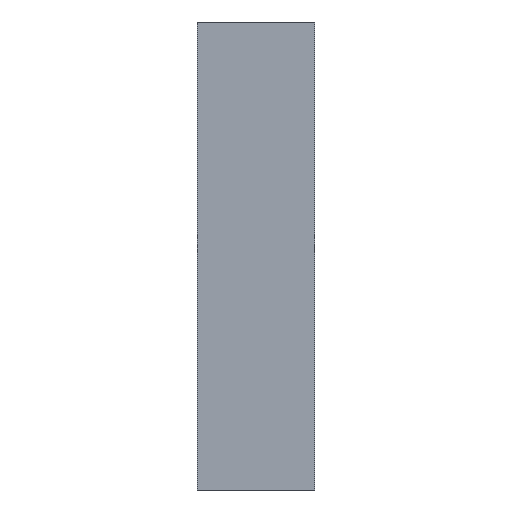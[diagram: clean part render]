
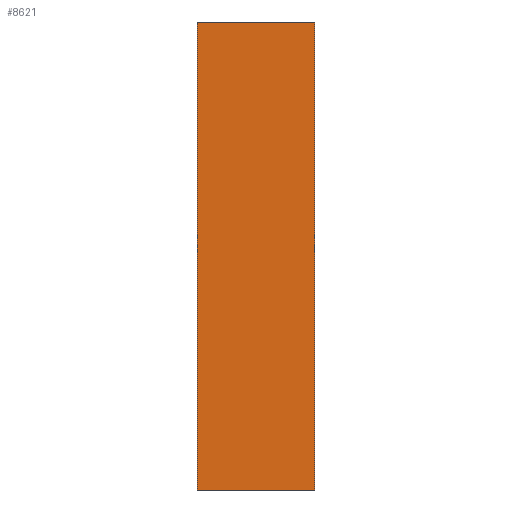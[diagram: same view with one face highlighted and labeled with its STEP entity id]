
A CAD part, left-side view. The second image highlights one B-rep face of the part: STEP entity #8621.
In plain terms, the highlighted planar face has unit normal (-1, 0, 0).
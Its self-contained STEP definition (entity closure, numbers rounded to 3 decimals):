
#112 = DIRECTION ( 'NONE',  ( 0., 1., 0. ) ) ;
#368 = ORIENTED_EDGE ( 'NONE', *, *, #2260, .T. ) ;
#596 = CARTESIAN_POINT ( 'NONE',  ( -6., 3., -6. ) ) ;
#653 = VECTOR ( 'NONE', #990, 1000. ) ;
#766 = LINE ( 'NONE', #4749, #3263 ) ;
#780 = EDGE_CURVE ( 'NONE', #8766, #3653, #796, .T. ) ;
#796 = LINE ( 'NONE', #8747, #8009 ) ;
#818 = CARTESIAN_POINT ( 'NONE',  ( -6., 3., 6. ) ) ;
#990 = DIRECTION ( 'NONE',  ( 0., 0., 1. ) ) ;
#1212 = DIRECTION ( 'NONE',  ( 0., -1., 0. ) ) ;
#1610 = CARTESIAN_POINT ( 'NONE',  ( -6., 0., -6. ) ) ;
#2013 = EDGE_CURVE ( 'NONE', #3653, #2916, #7884, .T. ) ;
#2260 = EDGE_CURVE ( 'NONE', #8362, #2916, #6294, .T. ) ;
#2436 = CARTESIAN_POINT ( 'NONE',  ( -6., 0., 6. ) ) ;
#2848 = CARTESIAN_POINT ( 'NONE',  ( -6., 3., 6. ) ) ;
#2916 = VERTEX_POINT ( 'NONE', #5516 ) ;
#2960 = ORIENTED_EDGE ( 'NONE', *, *, #2013, .F. ) ;
#3107 = EDGE_LOOP ( 'NONE', ( #368, #2960, #6579, #4356 ) ) ;
#3263 = VECTOR ( 'NONE', #1212, 1000. ) ;
#3653 = VERTEX_POINT ( 'NONE', #818 ) ;
#3714 = CARTESIAN_POINT ( 'NONE',  ( -6., 3., 6. ) ) ;
#3799 = AXIS2_PLACEMENT_3D ( 'NONE', #3714, #4326, #112 ) ;
#3800 = FACE_OUTER_BOUND ( 'NONE', #3107, .T. ) ;
#4326 = DIRECTION ( 'NONE',  ( 1., 0., 0. ) ) ;
#4356 = ORIENTED_EDGE ( 'NONE', *, *, #7970, .T. ) ;
#4749 = CARTESIAN_POINT ( 'NONE',  ( -6., 3., -6. ) ) ;
#4828 = PLANE ( 'NONE',  #3799 ) ;
#5516 = CARTESIAN_POINT ( 'NONE',  ( -6., 0., 6. ) ) ;
#5637 = DIRECTION ( 'NONE',  ( 0., -1., 0. ) ) ;
#5941 = VECTOR ( 'NONE', #5637, 1000. ) ;
#6294 = LINE ( 'NONE', #2436, #653 ) ;
#6579 = ORIENTED_EDGE ( 'NONE', *, *, #780, .F. ) ;
#7884 = LINE ( 'NONE', #2848, #5941 ) ;
#7970 = EDGE_CURVE ( 'NONE', #8766, #8362, #766, .T. ) ;
#8009 = VECTOR ( 'NONE', #8091, 1000. ) ;
#8091 = DIRECTION ( 'NONE',  ( 0., 0., 1. ) ) ;
#8362 = VERTEX_POINT ( 'NONE', #1610 ) ;
#8621 = ADVANCED_FACE ( 'NONE', ( #3800 ), #4828, .F. ) ;
#8747 = CARTESIAN_POINT ( 'NONE',  ( -6., 3., 6. ) ) ;
#8766 = VERTEX_POINT ( 'NONE', #596 ) ;
